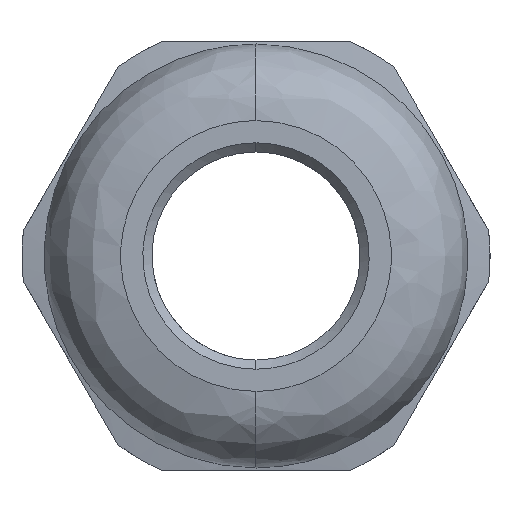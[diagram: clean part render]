
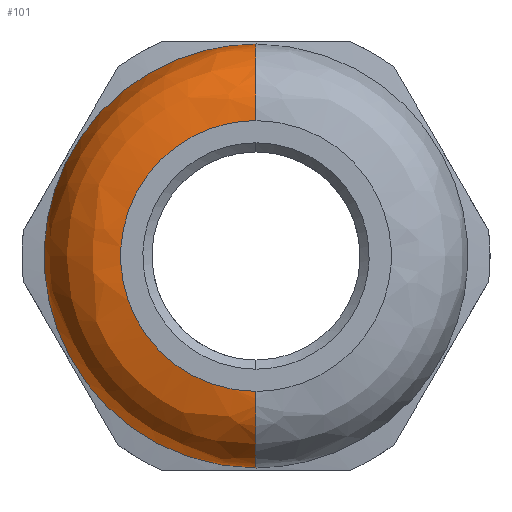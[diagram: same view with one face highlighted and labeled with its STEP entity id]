
A CAD part, left-side view. The second image highlights one B-rep face of the part: STEP entity #101.
In plain terms, the highlighted free-form (B-spline) face has degree [2, 2] with [9, 9] control points.
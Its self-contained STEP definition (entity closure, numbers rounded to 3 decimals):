
#101=ADVANCED_FACE('',(#221),#1557,.T.);
#221=FACE_OUTER_BOUND('',#339,.T.);
#339=EDGE_LOOP('',(#721,#722,#723,#724));
#721=ORIENTED_EDGE('',*,*,#1049,.T.);
#722=ORIENTED_EDGE('',*,*,#1051,.T.);
#723=ORIENTED_EDGE('',*,*,#1050,.T.);
#724=ORIENTED_EDGE('',*,*,#1048,.F.);
#1048=EDGE_CURVE('',#1471,#1472,#1316,.T.);
#1049=EDGE_CURVE('',#1471,#1473,#1317,.T.);
#1050=EDGE_CURVE('',#1474,#1472,#1318,.T.);
#1051=EDGE_CURVE('',#1473,#1474,#1319,.T.);
#1316=(
BOUNDED_CURVE()
B_SPLINE_CURVE(2,(#4432,#4433,#4434,#4435,#4436),.UNSPECIFIED.,.F.,.F.)
B_SPLINE_CURVE_WITH_KNOTS((3,2,3),(-21.756,-10.878,
0.),.UNSPECIFIED.)
CURVE()
GEOMETRIC_REPRESENTATION_ITEM()
RATIONAL_B_SPLINE_CURVE((1.,0.707,1.,0.707,1.))
REPRESENTATION_ITEM('')
);
#1317=(
BOUNDED_CURVE()
B_SPLINE_CURVE(2,(#4437,#4438,#4439),.UNSPECIFIED.,.F.,.F.)
B_SPLINE_CURVE_WITH_KNOTS((3,3),(0.,3.927),.UNSPECIFIED.)
CURVE()
GEOMETRIC_REPRESENTATION_ITEM()
RATIONAL_B_SPLINE_CURVE((1.,0.707,1.))
REPRESENTATION_ITEM('')
);
#1318=(
BOUNDED_CURVE()
B_SPLINE_CURVE(2,(#4440,#4441,#4442),.UNSPECIFIED.,.F.,.F.)
B_SPLINE_CURVE_WITH_KNOTS((3,3),(-3.927,0.),.UNSPECIFIED.)
CURVE()
GEOMETRIC_REPRESENTATION_ITEM()
RATIONAL_B_SPLINE_CURVE((1.,0.707,1.))
REPRESENTATION_ITEM('')
);
#1319=(
BOUNDED_CURVE()
B_SPLINE_CURVE(2,(#4443,#4444,#4445,#4446,#4447),.UNSPECIFIED.,.F.,.F.)
B_SPLINE_CURVE_WITH_KNOTS((3,2,3),(-13.902,-6.951,
0.),.UNSPECIFIED.)
CURVE()
GEOMETRIC_REPRESENTATION_ITEM()
RATIONAL_B_SPLINE_CURVE((1.,0.707,1.,0.707,1.))
REPRESENTATION_ITEM('')
);
#1471=VERTEX_POINT('',#4295);
#1472=VERTEX_POINT('',#4296);
#1473=VERTEX_POINT('',#4297);
#1474=VERTEX_POINT('',#4298);
#1557=(
BOUNDED_SURFACE()
B_SPLINE_SURFACE(2,2,((#3795,#3796,#3797,#3798,#3799,#3800,#3801,#3802,
#3803),(#3804,#3805,#3806,#3807,#3808,#3809,#3810,#3811,#3812),(#3813,#3814,
#3815,#3816,#3817,#3818,#3819,#3820,#3821),(#3822,#3823,#3824,#3825,#3826,
#3827,#3828,#3829,#3830),(#3831,#3832,#3833,#3834,#3835,#3836,#3837,#3838,
#3839),(#3840,#3841,#3842,#3843,#3844,#3845,#3846,#3847,#3848),(#3849,#3850,
#3851,#3852,#3853,#3854,#3855,#3856,#3857),(#3858,#3859,#3860,#3861,#3862,
#3863,#3864,#3865,#3866),(#3867,#3868,#3869,#3870,#3871,#3872,#3873,#3874,
#3875)),.UNSPECIFIED.,.T.,.F.,.F.)
B_SPLINE_SURFACE_WITH_KNOTS((3,2,2,2,3),(3,2,2,2,3),(0.,6.951,
13.902,20.852,27.803),(0.,3.927,
7.854,11.781,15.708),.UNSPECIFIED.)
GEOMETRIC_REPRESENTATION_ITEM()
RATIONAL_B_SPLINE_SURFACE(((1.,0.707,1.,0.707,1.,
0.707,1.,0.707,1.),(0.707,0.5,0.707,
0.5,0.707,0.5,0.707,0.5,0.707),(1.,
0.707,1.,0.707,1.,0.707,1.,0.707,
1.),(0.707,0.5,0.707,0.5,0.707,0.5,
0.707,0.5,0.707),(1.,0.707,1.,0.707,
1.,0.707,1.,0.707,1.),(0.707,0.5,0.707,
0.5,0.707,0.5,0.707,0.5,0.707),(1.,
0.707,1.,0.707,1.,0.707,1.,0.707,
1.),(0.707,0.5,0.707,0.5,0.707,0.5,
0.707,0.5,0.707),(1.,0.707,1.,0.707,
1.,0.707,1.,0.707,1.)))
REPRESENTATION_ITEM('')
SURFACE()
);
#3795=CARTESIAN_POINT('',(-14.5,-6.925,7.));
#3796=CARTESIAN_POINT('',(-17.,-6.925,7.));
#3797=CARTESIAN_POINT('',(-17.,-4.425,7.));
#3798=CARTESIAN_POINT('',(-17.,-1.925,7.));
#3799=CARTESIAN_POINT('',(-14.5,-1.925,7.));
#3800=CARTESIAN_POINT('',(-12.,-1.925,7.));
#3801=CARTESIAN_POINT('',(-12.,-4.425,7.));
#3802=CARTESIAN_POINT('',(-12.,-6.925,7.));
#3803=CARTESIAN_POINT('',(-14.5,-6.925,7.));
#3804=CARTESIAN_POINT('',(-14.5,-6.925,13.925));
#3805=CARTESIAN_POINT('',(-17.,-6.925,13.925));
#3806=CARTESIAN_POINT('',(-17.,-4.425,11.425));
#3807=CARTESIAN_POINT('',(-17.,-1.925,8.925));
#3808=CARTESIAN_POINT('',(-14.5,-1.925,8.925));
#3809=CARTESIAN_POINT('',(-12.,-1.925,8.925));
#3810=CARTESIAN_POINT('',(-12.,-4.425,11.425));
#3811=CARTESIAN_POINT('',(-12.,-6.925,13.925));
#3812=CARTESIAN_POINT('',(-14.5,-6.925,13.925));
#3813=CARTESIAN_POINT('',(-14.5,0.,13.925));
#3814=CARTESIAN_POINT('',(-17.,0.,13.925));
#3815=CARTESIAN_POINT('',(-17.,0.,11.425));
#3816=CARTESIAN_POINT('',(-17.,0.,8.925));
#3817=CARTESIAN_POINT('',(-14.5,0.,8.925));
#3818=CARTESIAN_POINT('',(-12.,0.,8.925));
#3819=CARTESIAN_POINT('',(-12.,0.,11.425));
#3820=CARTESIAN_POINT('',(-12.,0.,13.925));
#3821=CARTESIAN_POINT('',(-14.5,0.,13.925));
#3822=CARTESIAN_POINT('',(-14.5,6.925,13.925));
#3823=CARTESIAN_POINT('',(-17.,6.925,13.925));
#3824=CARTESIAN_POINT('',(-17.,4.425,11.425));
#3825=CARTESIAN_POINT('',(-17.,1.925,8.925));
#3826=CARTESIAN_POINT('',(-14.5,1.925,8.925));
#3827=CARTESIAN_POINT('',(-12.,1.925,8.925));
#3828=CARTESIAN_POINT('',(-12.,4.425,11.425));
#3829=CARTESIAN_POINT('',(-12.,6.925,13.925));
#3830=CARTESIAN_POINT('',(-14.5,6.925,13.925));
#3831=CARTESIAN_POINT('',(-14.5,6.925,7.));
#3832=CARTESIAN_POINT('',(-17.,6.925,7.));
#3833=CARTESIAN_POINT('',(-17.,4.425,7.));
#3834=CARTESIAN_POINT('',(-17.,1.925,7.));
#3835=CARTESIAN_POINT('',(-14.5,1.925,7.));
#3836=CARTESIAN_POINT('',(-12.,1.925,7.));
#3837=CARTESIAN_POINT('',(-12.,4.425,7.));
#3838=CARTESIAN_POINT('',(-12.,6.925,7.));
#3839=CARTESIAN_POINT('',(-14.5,6.925,7.));
#3840=CARTESIAN_POINT('',(-14.5,6.925,0.075));
#3841=CARTESIAN_POINT('',(-17.,6.925,0.075));
#3842=CARTESIAN_POINT('',(-17.,4.425,2.575));
#3843=CARTESIAN_POINT('',(-17.,1.925,5.075));
#3844=CARTESIAN_POINT('',(-14.5,1.925,5.075));
#3845=CARTESIAN_POINT('',(-12.,1.925,5.075));
#3846=CARTESIAN_POINT('',(-12.,4.425,2.575));
#3847=CARTESIAN_POINT('',(-12.,6.925,0.075));
#3848=CARTESIAN_POINT('',(-14.5,6.925,0.075));
#3849=CARTESIAN_POINT('',(-14.5,0.,0.075));
#3850=CARTESIAN_POINT('',(-17.,0.,0.075));
#3851=CARTESIAN_POINT('',(-17.,0.,2.575));
#3852=CARTESIAN_POINT('',(-17.,0.,5.075));
#3853=CARTESIAN_POINT('',(-14.5,0.,5.075));
#3854=CARTESIAN_POINT('',(-12.,0.,5.075));
#3855=CARTESIAN_POINT('',(-12.,0.,2.575));
#3856=CARTESIAN_POINT('',(-12.,0.,0.075));
#3857=CARTESIAN_POINT('',(-14.5,0.,0.075));
#3858=CARTESIAN_POINT('',(-14.5,-6.925,0.075));
#3859=CARTESIAN_POINT('',(-17.,-6.925,0.075));
#3860=CARTESIAN_POINT('',(-17.,-4.425,2.575));
#3861=CARTESIAN_POINT('',(-17.,-1.925,5.075));
#3862=CARTESIAN_POINT('',(-14.5,-1.925,5.075));
#3863=CARTESIAN_POINT('',(-12.,-1.925,5.075));
#3864=CARTESIAN_POINT('',(-12.,-4.425,2.575));
#3865=CARTESIAN_POINT('',(-12.,-6.925,0.075));
#3866=CARTESIAN_POINT('',(-14.5,-6.925,0.075));
#3867=CARTESIAN_POINT('',(-14.5,-6.925,7.));
#3868=CARTESIAN_POINT('',(-17.,-6.925,7.));
#3869=CARTESIAN_POINT('',(-17.,-4.425,7.));
#3870=CARTESIAN_POINT('',(-17.,-1.925,7.));
#3871=CARTESIAN_POINT('',(-14.5,-1.925,7.));
#3872=CARTESIAN_POINT('',(-12.,-1.925,7.));
#3873=CARTESIAN_POINT('',(-12.,-4.425,7.));
#3874=CARTESIAN_POINT('',(-12.,-6.925,7.));
#3875=CARTESIAN_POINT('',(-14.5,-6.925,7.));
#4295=CARTESIAN_POINT('',(-14.5,0.,0.075));
#4296=CARTESIAN_POINT('',(-14.5,0.,13.925));
#4297=CARTESIAN_POINT('',(-17.,0.,2.575));
#4298=CARTESIAN_POINT('',(-17.,0.,11.425));
#4432=CARTESIAN_POINT('',(-14.5,0.,0.075));
#4433=CARTESIAN_POINT('',(-14.5,6.925,0.075));
#4434=CARTESIAN_POINT('',(-14.5,6.925,7.));
#4435=CARTESIAN_POINT('',(-14.5,6.925,13.925));
#4436=CARTESIAN_POINT('',(-14.5,0.,13.925));
#4437=CARTESIAN_POINT('',(-14.5,0.,0.075));
#4438=CARTESIAN_POINT('',(-17.,0.,0.075));
#4439=CARTESIAN_POINT('',(-17.,0.,2.575));
#4440=CARTESIAN_POINT('',(-17.,0.,11.425));
#4441=CARTESIAN_POINT('',(-17.,0.,13.925));
#4442=CARTESIAN_POINT('',(-14.5,0.,13.925));
#4443=CARTESIAN_POINT('',(-17.,0.,2.575));
#4444=CARTESIAN_POINT('',(-17.,4.425,2.575));
#4445=CARTESIAN_POINT('',(-17.,4.425,7.));
#4446=CARTESIAN_POINT('',(-17.,4.425,11.425));
#4447=CARTESIAN_POINT('',(-17.,0.,11.425));
